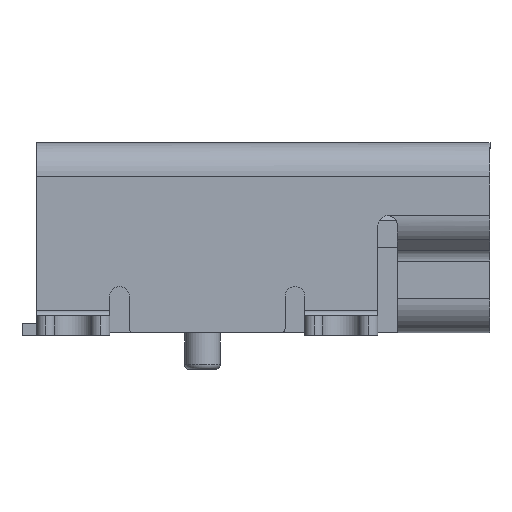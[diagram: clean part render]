
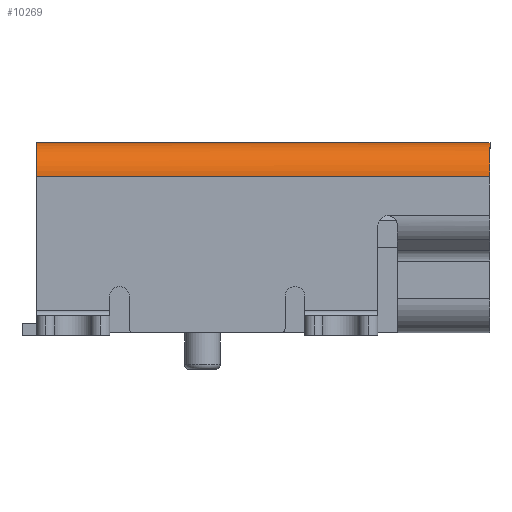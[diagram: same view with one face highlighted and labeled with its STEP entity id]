
A CAD part, left-side view. The second image highlights one B-rep face of the part: STEP entity #10269.
In plain terms, the highlighted cylindrical face has radius 0.7 mm (diameter 1.4 mm), a partial arc.
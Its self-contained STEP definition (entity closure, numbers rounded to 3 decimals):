
#175 = LINE ( 'NONE', #9339, #17820 ) ;
#308 = DIRECTION ( 'NONE',  ( -1., 0., 0. ) ) ;
#642 = CARTESIAN_POINT ( 'NONE',  ( -3.154, 4.6, 1.95 ) ) ;
#744 = CARTESIAN_POINT ( 'NONE',  ( -3.157, 4.608, 1.95 ) ) ;
#967 = DIRECTION ( 'NONE',  ( 1., 0., 0. ) ) ;
#1243 = AXIS2_PLACEMENT_3D ( 'NONE', #18738, #11636, #967 ) ;
#1661 = CARTESIAN_POINT ( 'NONE',  ( -3.15, 4.575, 1.95 ) ) ;
#2074 = B_SPLINE_CURVE_WITH_KNOTS ( 'NONE', 3,
 ( #2201, #20078, #3855, #642, #744, #2560, #21939, #9468, #7578, #22275, #9588, #7815, #9356, #15077, #22157, #10994 ),
 .UNSPECIFIED., .F., .F.,
 ( 4, 3, 3, 3, 3, 4 ),
 ( 0., 0., 0., 0., 0., 0. ),
 .UNSPECIFIED. ) ;
#2201 = CARTESIAN_POINT ( 'NONE',  ( -3.15, 4.575, 1.95 ) ) ;
#2209 = CYLINDRICAL_SURFACE ( 'NONE', #22304, 0.7 ) ;
#2312 = ORIENTED_EDGE ( 'NONE', *, *, #20347, .T. ) ;
#2560 = CARTESIAN_POINT ( 'NONE',  ( -3.161, 4.615, 1.95 ) ) ;
#2801 = EDGE_CURVE ( 'NONE', #20593, #13757, #9431, .T. ) ;
#3171 = VECTOR ( 'NONE', #5908, 1000. ) ;
#3419 = DIRECTION ( 'NONE',  ( 1., 0., 0. ) ) ;
#3785 = VERTEX_POINT ( 'NONE', #1661 ) ;
#3855 = CARTESIAN_POINT ( 'NONE',  ( -3.151, 4.592, 1.95 ) ) ;
#3976 = CARTESIAN_POINT ( 'NONE',  ( -3.15, -4.65, 1.25 ) ) ;
#4022 = ORIENTED_EDGE ( 'NONE', *, *, #20628, .F. ) ;
#4492 = LINE ( 'NONE', #9563, #3171 ) ;
#4619 = AXIS2_PLACEMENT_3D ( 'NONE', #19516, #10008, #3419 ) ;
#5475 = FACE_OUTER_BOUND ( 'NONE', #17482, .T. ) ;
#5667 = DIRECTION ( 'NONE',  ( 0., 1., 0. ) ) ;
#5741 = VERTEX_POINT ( 'NONE', #22845 ) ;
#5908 = DIRECTION ( 'NONE',  ( 0., 1., 0. ) ) ;
#7519 = VERTEX_POINT ( 'NONE', #15377 ) ;
#7578 = CARTESIAN_POINT ( 'NONE',  ( -3.178, 4.634, 1.949 ) ) ;
#7815 = CARTESIAN_POINT ( 'NONE',  ( -3.2, 4.646, 1.948 ) ) ;
#8116 = ORIENTED_EDGE ( 'NONE', *, *, #15939, .T. ) ;
#9339 = CARTESIAN_POINT ( 'NONE',  ( -3.15, -4.65, 1.95 ) ) ;
#9356 = CARTESIAN_POINT ( 'NONE',  ( -3.208, 4.648, 1.948 ) ) ;
#9431 = LINE ( 'NONE', #16578, #10005 ) ;
#9468 = CARTESIAN_POINT ( 'NONE',  ( -3.172, 4.628, 1.95 ) ) ;
#9563 = CARTESIAN_POINT ( 'NONE',  ( -3.15, 4.35, 1.95 ) ) ;
#9588 = CARTESIAN_POINT ( 'NONE',  ( -3.192, 4.643, 1.949 ) ) ;
#10005 = VECTOR ( 'NONE', #14471, 1000. ) ;
#10008 = DIRECTION ( 'NONE',  ( 0., -1., 0. ) ) ;
#10269 = ADVANCED_FACE ( 'NONE', ( #5475 ), #2209, .T. ) ;
#10536 = EDGE_CURVE ( 'NONE', #20042, #7519, #175, .T. ) ;
#10994 = CARTESIAN_POINT ( 'NONE',  ( -3.225, 4.65, 1.946 ) ) ;
#11636 = DIRECTION ( 'NONE',  ( 0., -1., 0. ) ) ;
#11735 = ORIENTED_EDGE ( 'NONE', *, *, #20290, .T. ) ;
#13757 = VERTEX_POINT ( 'NONE', #14513 ) ;
#14471 = DIRECTION ( 'NONE',  ( 0., 1., 0. ) ) ;
#14513 = CARTESIAN_POINT ( 'NONE',  ( -3.85, 4.65, 1.25 ) ) ;
#15077 = CARTESIAN_POINT ( 'NONE',  ( -3.214, 4.649, 1.947 ) ) ;
#15377 = CARTESIAN_POINT ( 'NONE',  ( -3.15, 4.425, 1.95 ) ) ;
#15939 = EDGE_CURVE ( 'NONE', #3785, #5741, #2074, .T. ) ;
#16121 = ORIENTED_EDGE ( 'NONE', *, *, #10536, .T. ) ;
#16578 = CARTESIAN_POINT ( 'NONE',  ( -3.85, -4.65, 1.25 ) ) ;
#17482 = EDGE_LOOP ( 'NONE', ( #11735, #8116, #2312, #17604, #4022, #16121 ) ) ;
#17604 = ORIENTED_EDGE ( 'NONE', *, *, #2801, .F. ) ;
#17820 = VECTOR ( 'NONE', #5667, 1000. ) ;
#18597 = CARTESIAN_POINT ( 'NONE',  ( -3.85, -4.65, 1.25 ) ) ;
#18659 = CARTESIAN_POINT ( 'NONE',  ( -3.15, -4.65, 1.95 ) ) ;
#18738 = CARTESIAN_POINT ( 'NONE',  ( -3.15, 4.65, 1.25 ) ) ;
#19516 = CARTESIAN_POINT ( 'NONE',  ( -3.15, -4.65, 1.25 ) ) ;
#20042 = VERTEX_POINT ( 'NONE', #18659 ) ;
#20078 = CARTESIAN_POINT ( 'NONE',  ( -3.15, 4.583, 1.95 ) ) ;
#20290 = EDGE_CURVE ( 'NONE', #7519, #3785, #4492, .T. ) ;
#20347 = EDGE_CURVE ( 'NONE', #5741, #13757, #21894, .T. ) ;
#20593 = VERTEX_POINT ( 'NONE', #18597 ) ;
#20628 = EDGE_CURVE ( 'NONE', #20042, #20593, #21192, .T. ) ;
#21192 = CIRCLE ( 'NONE', #4619, 0.7 ) ;
#21618 = DIRECTION ( 'NONE',  ( 0., 1., 0. ) ) ;
#21894 = CIRCLE ( 'NONE', #1243, 0.7 ) ;
#21939 = CARTESIAN_POINT ( 'NONE',  ( -3.166, 4.622, 1.95 ) ) ;
#22157 = CARTESIAN_POINT ( 'NONE',  ( -3.219, 4.65, 1.947 ) ) ;
#22275 = CARTESIAN_POINT ( 'NONE',  ( -3.185, 4.639, 1.949 ) ) ;
#22304 = AXIS2_PLACEMENT_3D ( 'NONE', #3976, #21618, #308 ) ;
#22845 = CARTESIAN_POINT ( 'NONE',  ( -3.225, 4.65, 1.946 ) ) ;
